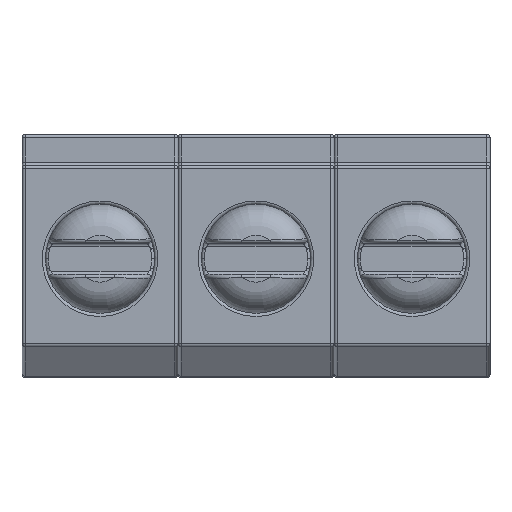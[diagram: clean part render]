
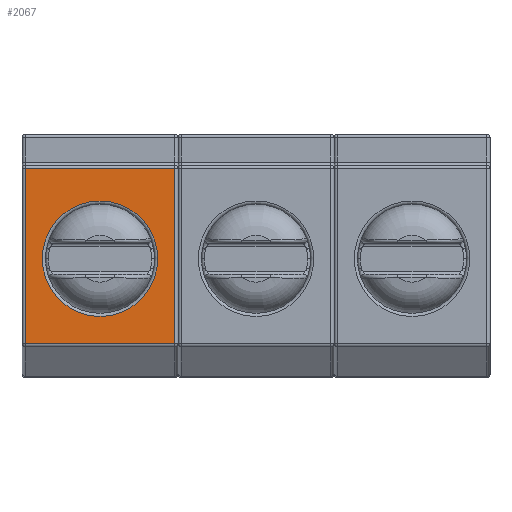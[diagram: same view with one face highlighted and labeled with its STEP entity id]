
A CAD part, top view. The second image highlights one B-rep face of the part: STEP entity #2067.
In plain terms, the highlighted planar face has unit normal (0, 0, 1).
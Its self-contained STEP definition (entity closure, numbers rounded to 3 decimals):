
#278 = CYLINDRICAL_SURFACE('',#279,0.1);
#279 = AXIS2_PLACEMENT_3D('',#280,#281,#282);
#280 = CARTESIAN_POINT('',(2.4,3.,10.2));
#281 = DIRECTION('',(0.,-1.,0.));
#282 = DIRECTION('',(1.,0.,0.));
#797 = VERTEX_POINT('',#798);
#798 = CARTESIAN_POINT('',(2.4,2.9,10.3));
#825 = EDGE_CURVE('',#797,#826,#828,.T.);
#826 = VERTEX_POINT('',#827);
#827 = CARTESIAN_POINT('',(2.4,-2.725,10.3));
#828 = SURFACE_CURVE('',#829,(#833,#840),.PCURVE_S1.);
#829 = LINE('',#830,#831);
#830 = CARTESIAN_POINT('',(2.4,3.,10.3));
#831 = VECTOR('',#832,1.);
#832 = DIRECTION('',(0.,-1.,0.));
#833 = PCURVE('',#278,#834);
#834 = DEFINITIONAL_REPRESENTATION('',(#835),#839);
#835 = LINE('',#836,#837);
#836 = CARTESIAN_POINT('',(1.571,0.));
#837 = VECTOR('',#838,1.);
#838 = DIRECTION('',(0.,1.));
#839 = ( GEOMETRIC_REPRESENTATION_CONTEXT(2) 
PARAMETRIC_REPRESENTATION_CONTEXT() REPRESENTATION_CONTEXT('2D SPACE',''
  ) );
#840 = PCURVE('',#841,#846);
#841 = PLANE('',#842);
#842 = AXIS2_PLACEMENT_3D('',#843,#844,#845);
#843 = CARTESIAN_POINT('',(0.,0.1,10.3));
#844 = DIRECTION('',(0.,0.,1.));
#845 = DIRECTION('',(1.,0.,0.));
#846 = DEFINITIONAL_REPRESENTATION('',(#847),#851);
#847 = LINE('',#848,#849);
#848 = CARTESIAN_POINT('',(2.4,2.9));
#849 = VECTOR('',#850,1.);
#850 = DIRECTION('',(0.,-1.));
#851 = ( GEOMETRIC_REPRESENTATION_CONTEXT(2) 
PARAMETRIC_REPRESENTATION_CONTEXT() REPRESENTATION_CONTEXT('2D SPACE',''
  ) );
#1920 = CYLINDRICAL_SURFACE('',#1921,0.1);
#1921 = AXIS2_PLACEMENT_3D('',#1922,#1923,#1924);
#1922 = CARTESIAN_POINT('',(2.5,-2.725,10.2));
#1923 = DIRECTION('',(-1.,0.,0.));
#1924 = DIRECTION('',(0.,-0.959,0.282));
#2055 = CYLINDRICAL_SURFACE('',#2056,0.1);
#2056 = AXIS2_PLACEMENT_3D('',#2057,#2058,#2059);
#2057 = CARTESIAN_POINT('',(2.5,2.9,10.2));
#2058 = DIRECTION('',(-1.,0.,0.));
#2059 = DIRECTION('',(0.,0.,1.));
#2067 = ADVANCED_FACE('',(#2068,#2143),#841,.T.);
#2068 = FACE_BOUND('',#2069,.T.);
#2069 = EDGE_LOOP('',(#2070,#2071,#2094,#2122));
#2070 = ORIENTED_EDGE('',*,*,#825,.F.);
#2071 = ORIENTED_EDGE('',*,*,#2072,.T.);
#2072 = EDGE_CURVE('',#797,#2073,#2075,.T.);
#2073 = VERTEX_POINT('',#2074);
#2074 = CARTESIAN_POINT('',(-2.4,2.9,10.3));
#2075 = SURFACE_CURVE('',#2076,(#2080,#2087),.PCURVE_S1.);
#2076 = LINE('',#2077,#2078);
#2077 = CARTESIAN_POINT('',(2.5,2.9,10.3));
#2078 = VECTOR('',#2079,1.);
#2079 = DIRECTION('',(-1.,0.,0.));
#2080 = PCURVE('',#841,#2081);
#2081 = DEFINITIONAL_REPRESENTATION('',(#2082),#2086);
#2082 = LINE('',#2083,#2084);
#2083 = CARTESIAN_POINT('',(2.5,2.8));
#2084 = VECTOR('',#2085,1.);
#2085 = DIRECTION('',(-1.,0.));
#2086 = ( GEOMETRIC_REPRESENTATION_CONTEXT(2) 
PARAMETRIC_REPRESENTATION_CONTEXT() REPRESENTATION_CONTEXT('2D SPACE',''
  ) );
#2087 = PCURVE('',#2055,#2088);
#2088 = DEFINITIONAL_REPRESENTATION('',(#2089),#2093);
#2089 = LINE('',#2090,#2091);
#2090 = CARTESIAN_POINT('',(0.,0.));
#2091 = VECTOR('',#2092,1.);
#2092 = DIRECTION('',(0.,1.));
#2093 = ( GEOMETRIC_REPRESENTATION_CONTEXT(2) 
PARAMETRIC_REPRESENTATION_CONTEXT() REPRESENTATION_CONTEXT('2D SPACE',''
  ) );
#2094 = ORIENTED_EDGE('',*,*,#2095,.F.);
#2095 = EDGE_CURVE('',#2096,#2073,#2098,.T.);
#2096 = VERTEX_POINT('',#2097);
#2097 = CARTESIAN_POINT('',(-2.4,-2.725,10.3));
#2098 = SURFACE_CURVE('',#2099,(#2103,#2110),.PCURVE_S1.);
#2099 = LINE('',#2100,#2101);
#2100 = CARTESIAN_POINT('',(-2.4,-2.8,10.3));
#2101 = VECTOR('',#2102,1.);
#2102 = DIRECTION('',(0.,1.,0.));
#2103 = PCURVE('',#841,#2104);
#2104 = DEFINITIONAL_REPRESENTATION('',(#2105),#2109);
#2105 = LINE('',#2106,#2107);
#2106 = CARTESIAN_POINT('',(-2.4,-2.9));
#2107 = VECTOR('',#2108,1.);
#2108 = DIRECTION('',(0.,1.));
#2109 = ( GEOMETRIC_REPRESENTATION_CONTEXT(2) 
PARAMETRIC_REPRESENTATION_CONTEXT() REPRESENTATION_CONTEXT('2D SPACE',''
  ) );
#2110 = PCURVE('',#2111,#2116);
#2111 = CYLINDRICAL_SURFACE('',#2112,0.1);
#2112 = AXIS2_PLACEMENT_3D('',#2113,#2114,#2115);
#2113 = CARTESIAN_POINT('',(-2.4,-2.8,10.2));
#2114 = DIRECTION('',(0.,1.,0.));
#2115 = DIRECTION('',(0.,-0.,1.));
#2116 = DEFINITIONAL_REPRESENTATION('',(#2117),#2121);
#2117 = LINE('',#2118,#2119);
#2118 = CARTESIAN_POINT('',(-0.,0.));
#2119 = VECTOR('',#2120,1.);
#2120 = DIRECTION('',(-0.,1.));
#2121 = ( GEOMETRIC_REPRESENTATION_CONTEXT(2) 
PARAMETRIC_REPRESENTATION_CONTEXT() REPRESENTATION_CONTEXT('2D SPACE',''
  ) );
#2122 = ORIENTED_EDGE('',*,*,#2123,.F.);
#2123 = EDGE_CURVE('',#826,#2096,#2124,.T.);
#2124 = SURFACE_CURVE('',#2125,(#2129,#2136),.PCURVE_S1.);
#2125 = LINE('',#2126,#2127);
#2126 = CARTESIAN_POINT('',(2.5,-2.725,10.3));
#2127 = VECTOR('',#2128,1.);
#2128 = DIRECTION('',(-1.,0.,0.));
#2129 = PCURVE('',#841,#2130);
#2130 = DEFINITIONAL_REPRESENTATION('',(#2131),#2135);
#2131 = LINE('',#2132,#2133);
#2132 = CARTESIAN_POINT('',(2.5,-2.825));
#2133 = VECTOR('',#2134,1.);
#2134 = DIRECTION('',(-1.,0.));
#2135 = ( GEOMETRIC_REPRESENTATION_CONTEXT(2) 
PARAMETRIC_REPRESENTATION_CONTEXT() REPRESENTATION_CONTEXT('2D SPACE',''
  ) );
#2136 = PCURVE('',#1920,#2137);
#2137 = DEFINITIONAL_REPRESENTATION('',(#2138),#2142);
#2138 = LINE('',#2139,#2140);
#2139 = CARTESIAN_POINT('',(1.285,0.));
#2140 = VECTOR('',#2141,1.);
#2141 = DIRECTION('',(0.,1.));
#2142 = ( GEOMETRIC_REPRESENTATION_CONTEXT(2) 
PARAMETRIC_REPRESENTATION_CONTEXT() REPRESENTATION_CONTEXT('2D SPACE',''
  ) );
#2143 = FACE_BOUND('',#2144,.T.);
#2144 = EDGE_LOOP('',(#2145));
#2145 = ORIENTED_EDGE('',*,*,#2146,.F.);
#2146 = EDGE_CURVE('',#2147,#2147,#2149,.T.);
#2147 = VERTEX_POINT('',#2148);
#2148 = CARTESIAN_POINT('',(1.85,0.,10.3));
#2149 = SURFACE_CURVE('',#2150,(#2155,#2162),.PCURVE_S1.);
#2150 = CIRCLE('',#2151,1.85);
#2151 = AXIS2_PLACEMENT_3D('',#2152,#2153,#2154);
#2152 = CARTESIAN_POINT('',(0.,0.,10.3));
#2153 = DIRECTION('',(0.,0.,1.));
#2154 = DIRECTION('',(1.,0.,-0.));
#2155 = PCURVE('',#841,#2156);
#2156 = DEFINITIONAL_REPRESENTATION('',(#2157),#2161);
#2157 = CIRCLE('',#2158,1.85);
#2158 = AXIS2_PLACEMENT_2D('',#2159,#2160);
#2159 = CARTESIAN_POINT('',(0.,-0.1));
#2160 = DIRECTION('',(1.,0.));
#2161 = ( GEOMETRIC_REPRESENTATION_CONTEXT(2) 
PARAMETRIC_REPRESENTATION_CONTEXT() REPRESENTATION_CONTEXT('2D SPACE',''
  ) );
#2162 = PCURVE('',#2163,#2168);
#2163 = TOROIDAL_SURFACE('',#2164,1.85,0.1);
#2164 = AXIS2_PLACEMENT_3D('',#2165,#2166,#2167);
#2165 = CARTESIAN_POINT('',(0.,0.,10.2));
#2166 = DIRECTION('',(0.,0.,1.));
#2167 = DIRECTION('',(1.,0.,-0.));
#2168 = DEFINITIONAL_REPRESENTATION('',(#2169),#2173);
#2169 = LINE('',#2170,#2171);
#2170 = CARTESIAN_POINT('',(0.,1.571));
#2171 = VECTOR('',#2172,1.);
#2172 = DIRECTION('',(1.,0.));
#2173 = ( GEOMETRIC_REPRESENTATION_CONTEXT(2) 
PARAMETRIC_REPRESENTATION_CONTEXT() REPRESENTATION_CONTEXT('2D SPACE',''
  ) );
